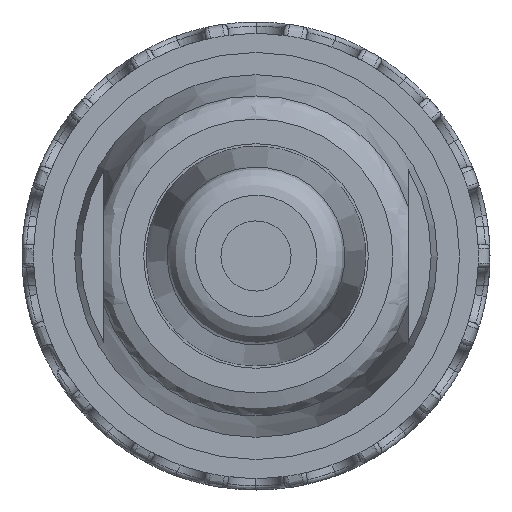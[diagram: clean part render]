
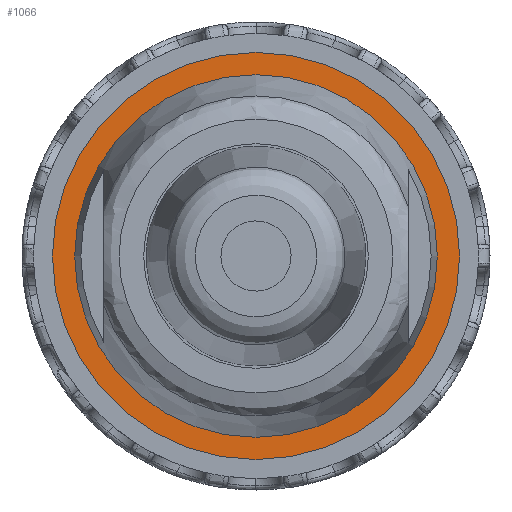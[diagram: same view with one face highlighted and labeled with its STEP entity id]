
A CAD part, front view. The second image highlights one B-rep face of the part: STEP entity #1066.
In plain terms, the highlighted planar face has unit normal (0, -1, 0).
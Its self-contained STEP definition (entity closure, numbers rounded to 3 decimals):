
#933=FACE_BOUND('',#1853,.T.);
#934=FACE_BOUND('',#1854,.T.);
#1066=ADVANCED_FACE('',(#933,#934),#1421,.T.);
#1421=PLANE('',#6252);
#1853=EDGE_LOOP('',(#2623));
#1854=EDGE_LOOP('',(#2624));
#2280=CIRCLE('',#6249,7.75);
#2281=CIRCLE('',#6251,8.7);
#2623=ORIENTED_EDGE('',*,*,#4864,.T.);
#2624=ORIENTED_EDGE('',*,*,#4865,.F.);
#4302=VERTEX_POINT('',#8319);
#4303=VERTEX_POINT('',#8322);
#4864=EDGE_CURVE('',#4302,#4302,#2280,.T.);
#4865=EDGE_CURVE('',#4303,#4303,#2281,.T.);
#6249=AXIS2_PLACEMENT_3D('',#8318,#6857,#6858);
#6251=AXIS2_PLACEMENT_3D('',#8321,#6861,#6862);
#6252=AXIS2_PLACEMENT_3D('',#8323,#6863,#6864);
#6857=DIRECTION('',(0.,1.,0.));
#6858=DIRECTION('',(0.,0.,-1.));
#6861=DIRECTION('',(0.,1.,0.));
#6862=DIRECTION('',(-1.,0.,0.));
#6863=DIRECTION('',(0.,-1.,0.));
#6864=DIRECTION('',(-1.,0.,0.));
#8318=CARTESIAN_POINT('',(0.,8.5,0.));
#8319=CARTESIAN_POINT('',(0.,8.5,-7.75));
#8321=CARTESIAN_POINT('',(0.,8.5,0.));
#8322=CARTESIAN_POINT('',(-8.7,8.5,0.));
#8323=CARTESIAN_POINT('',(9.57,8.5,9.57));
